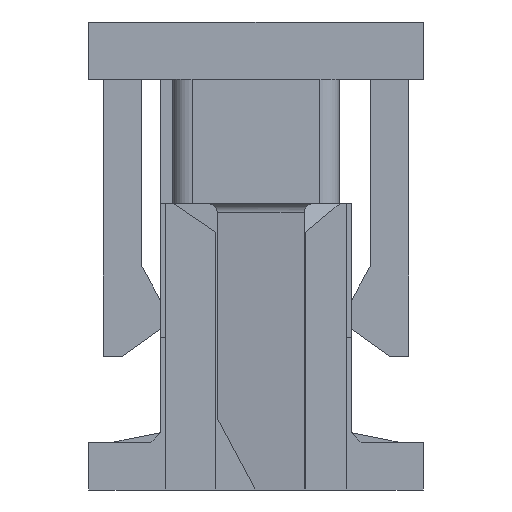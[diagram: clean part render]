
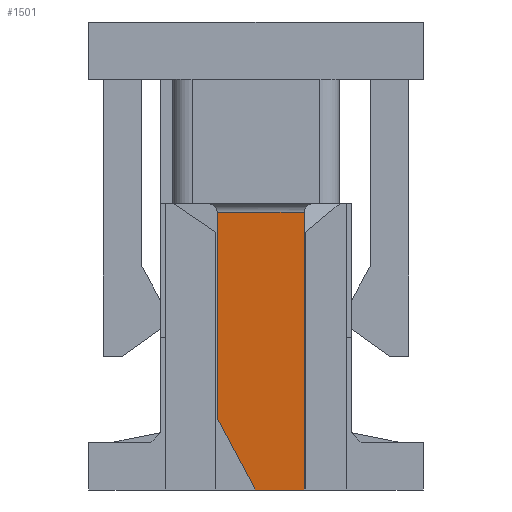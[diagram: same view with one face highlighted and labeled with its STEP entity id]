
A CAD part, left-side view. The second image highlights one B-rep face of the part: STEP entity #1501.
In plain terms, the highlighted planar face has unit normal (-0.996, 0, -0.087).
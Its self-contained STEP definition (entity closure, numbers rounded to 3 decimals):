
#1501=ADVANCED_FACE('',(#4610),#4611,.F.);
#4610=FACE_OUTER_BOUND('',#8864,.T.);
#4611=PLANE('',#8865);
#8864=EDGE_LOOP('',(#20127,#20128,#20129,#20130,#20131,#20132,#20133));
#8865=AXIS2_PLACEMENT_3D('',#20134,#20135,#20136);
#20127=ORIENTED_EDGE('',*,*,#33095,.T.);
#20128=ORIENTED_EDGE('',*,*,#33096,.T.);
#20129=ORIENTED_EDGE('',*,*,#33097,.F.);
#20130=ORIENTED_EDGE('',*,*,#33098,.F.);
#20131=ORIENTED_EDGE('',*,*,#33099,.T.);
#20132=ORIENTED_EDGE('',*,*,#33100,.T.);
#20133=ORIENTED_EDGE('',*,*,#33101,.T.);
#20134=CARTESIAN_POINT('',(-12.65,-0.505,1.5));
#20135=DIRECTION('',(0.996,0.,0.087));
#20136=DIRECTION('',(0.,-1.0,0.));
#33095=EDGE_CURVE('',#41331,#41332,#41333,.T.);
#33096=EDGE_CURVE('',#41332,#41334,#41335,.F.);
#33097=EDGE_CURVE('',#41336,#41334,#41337,.T.);
#33098=EDGE_CURVE('',#41338,#41336,#41339,.T.);
#33099=EDGE_CURVE('',#41338,#41340,#41341,.T.);
#33100=EDGE_CURVE('',#41340,#41342,#41343,.T.);
#33101=EDGE_CURVE('',#41342,#41331,#41344,.T.);
#41331=VERTEX_POINT('',#54570);
#41332=VERTEX_POINT('',#54571);
#41333=LINE('',#54572,#54573);
#41334=VERTEX_POINT('',#54574);
#41335=LINE('',#54575,#54576);
#41336=VERTEX_POINT('',#54577);
#41337=LINE('',#54578,#54579);
#41338=VERTEX_POINT('',#54580);
#41339=LINE('',#54581,#54582);
#41340=VERTEX_POINT('',#54583);
#41341=ELLIPSE('',#54584,0.1,0.1);
#41342=VERTEX_POINT('',#54585);
#41343=LINE('',#54586,#54587);
#41344=ELLIPSE('',#54588,0.1,0.1);
#54570=CARTESIAN_POINT('',(-12.641,0.405,1.4));
#54571=CARTESIAN_POINT('',(-12.453,0.405,-0.75));
#54572=CARTESIAN_POINT('',(-12.65,0.405,1.5));
#54573=VECTOR('',#65733,1000.0);
#54574=CARTESIAN_POINT('',(-12.388,0.005,-1.5));
#54575=CARTESIAN_POINT('',(-12.388,0.005,-1.5));
#54576=VECTOR('',#65734,1000.0);
#54577=CARTESIAN_POINT('',(-12.388,-0.505,-1.5));
#54578=CARTESIAN_POINT('',(-12.388,-0.505,-1.5));
#54579=VECTOR('',#65735,1000.0);
#54580=CARTESIAN_POINT('',(-12.641,-0.505,1.4));
#54581=CARTESIAN_POINT('',(-12.65,-0.505,1.5));
#54582=VECTOR('',#65736,1000.0);
#54583=CARTESIAN_POINT('',(-12.642,-0.505,1.409));
#54584=AXIS2_PLACEMENT_3D('',#65737,#65738,#65739);
#54585=CARTESIAN_POINT('',(-12.642,0.405,1.409));
#54586=CARTESIAN_POINT('',(-12.642,-0.505,1.409));
#54587=VECTOR('',#65740,1000.0);
#54588=AXIS2_PLACEMENT_3D('',#65741,#65742,#65743);
#65733=DIRECTION('',(0.087,0.,-0.996));
#65734=DIRECTION('',(-0.077,0.469,0.88));
#65735=DIRECTION('',(0.,1.0,0.));
#65736=DIRECTION('',(0.087,0.,-0.996));
#65737=CARTESIAN_POINT('',(-12.641,-0.605,1.4));
#65738=DIRECTION('',(0.996,0.,0.087));
#65739=DIRECTION('',(0.087,0.,-0.996));
#65740=DIRECTION('',(0.,1.0,0.));
#65741=CARTESIAN_POINT('',(-12.641,0.505,1.4));
#65742=DIRECTION('',(0.996,0.,0.087));
#65743=DIRECTION('',(-0.087,0.,0.996));
